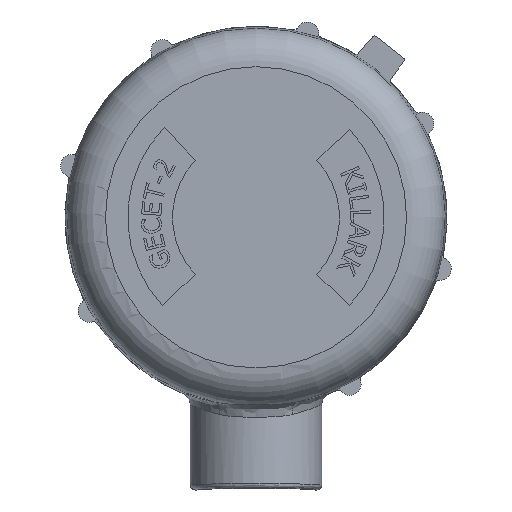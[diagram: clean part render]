
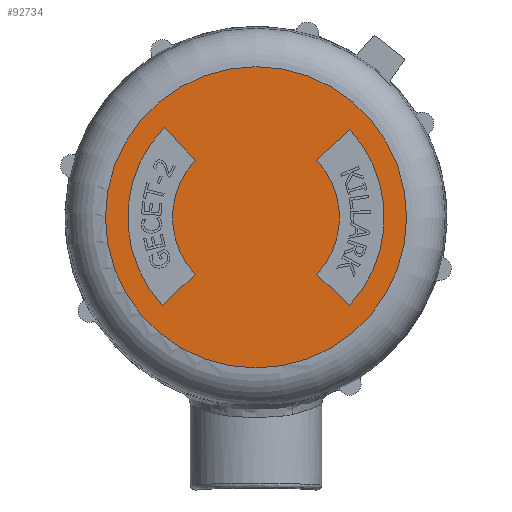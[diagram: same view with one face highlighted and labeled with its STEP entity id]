
A CAD part, front view. The second image highlights one B-rep face of the part: STEP entity #92734.
In plain terms, the highlighted planar face has unit normal (0, -1, 0).
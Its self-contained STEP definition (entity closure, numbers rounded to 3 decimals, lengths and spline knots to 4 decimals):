
#5515=FACE_BOUND('',#13987,.T.);
#5516=FACE_BOUND('',#13988,.T.);
#5949=PLANE('',#97724);
#9046=FACE_OUTER_BOUND('',#13986,.T.);
#13986=EDGE_LOOP('',(#61038));
#13987=EDGE_LOOP('',(#61039,#61040,#61041,#61042));
#13988=EDGE_LOOP('',(#61043,#61044,#61045,#61046));
#19344=LINE('',#117709,#28894);
#19345=LINE('',#117712,#28895);
#19346=LINE('',#117717,#28896);
#19347=LINE('',#117720,#28897);
#28894=VECTOR('',#101149,0.3937);
#28895=VECTOR('',#101152,0.3937);
#28896=VECTOR('',#101155,0.3937);
#28897=VECTOR('',#101158,0.3937);
#38451=CIRCLE('',#97725,1.4669);
#38452=CIRCLE('',#97726,0.8125);
#38453=CIRCLE('',#97727,1.25);
#38454=CIRCLE('',#97728,0.8125);
#38455=CIRCLE('',#97729,1.25);
#38669=VERTEX_POINT('',#117703);
#38670=VERTEX_POINT('',#117705);
#38671=VERTEX_POINT('',#117706);
#38672=VERTEX_POINT('',#117708);
#38673=VERTEX_POINT('',#117710);
#38674=VERTEX_POINT('',#117713);
#38675=VERTEX_POINT('',#117714);
#38676=VERTEX_POINT('',#117716);
#38677=VERTEX_POINT('',#117718);
#47590=EDGE_CURVE('',#38669,#38669,#38451,.T.);
#47591=EDGE_CURVE('',#38670,#38671,#38452,.T.);
#47592=EDGE_CURVE('',#38671,#38672,#19344,.T.);
#47593=EDGE_CURVE('',#38672,#38673,#38453,.T.);
#47594=EDGE_CURVE('',#38673,#38670,#19345,.T.);
#47595=EDGE_CURVE('',#38674,#38675,#38454,.T.);
#47596=EDGE_CURVE('',#38675,#38676,#19346,.T.);
#47597=EDGE_CURVE('',#38676,#38677,#38455,.T.);
#47598=EDGE_CURVE('',#38677,#38674,#19347,.T.);
#61038=ORIENTED_EDGE('',*,*,#47590,.F.);
#61039=ORIENTED_EDGE('',*,*,#47591,.T.);
#61040=ORIENTED_EDGE('',*,*,#47592,.T.);
#61041=ORIENTED_EDGE('',*,*,#47593,.T.);
#61042=ORIENTED_EDGE('',*,*,#47594,.T.);
#61043=ORIENTED_EDGE('',*,*,#47595,.T.);
#61044=ORIENTED_EDGE('',*,*,#47596,.T.);
#61045=ORIENTED_EDGE('',*,*,#47597,.T.);
#61046=ORIENTED_EDGE('',*,*,#47598,.T.);
#92734=ADVANCED_FACE('',(#9046,#5515,#5516),#5949,.T.);
#97724=AXIS2_PLACEMENT_3D('',#117702,#101143,#101144);
#97725=AXIS2_PLACEMENT_3D('',#117704,#101145,#101146);
#97726=AXIS2_PLACEMENT_3D('',#117707,#101147,#101148);
#97727=AXIS2_PLACEMENT_3D('',#117711,#101150,#101151);
#97728=AXIS2_PLACEMENT_3D('',#117715,#101153,#101154);
#97729=AXIS2_PLACEMENT_3D('',#117719,#101156,#101157);
#101143=DIRECTION('center_axis',(0.,-1.,0.));
#101144=DIRECTION('ref_axis',(0.,0.,-1.));
#101145=DIRECTION('center_axis',(0.,1.,0.));
#101146=DIRECTION('ref_axis',(1.,0.,0.));
#101147=DIRECTION('center_axis',(0.,-1.,0.));
#101148=DIRECTION('ref_axis',(-0.729,0.,0.685));
#101149=DIRECTION('',(0.729,0.,0.685));
#101150=DIRECTION('center_axis',(0.,1.,0.));
#101151=DIRECTION('ref_axis',(0.729,0.,-0.685));
#101152=DIRECTION('',(-0.729,0.,0.685));
#101153=DIRECTION('center_axis',(0.,-1.,0.));
#101154=DIRECTION('ref_axis',(0.729,0.,-0.685));
#101155=DIRECTION('',(-0.729,0.,-0.685));
#101156=DIRECTION('center_axis',(0.,1.,0.));
#101157=DIRECTION('ref_axis',(-0.714,0.,0.701));
#101158=DIRECTION('',(0.685,0.,-0.729));
#117702=CARTESIAN_POINT('Origin',(0.1655,0.0464,0.));
#117703=CARTESIAN_POINT('',(-0.7637,0.0464,1.4669));
#117704=CARTESIAN_POINT('Origin',(-0.7637,0.0464,0.));
#117705=CARTESIAN_POINT('',(-0.1717,0.0464,-0.5564));
#117706=CARTESIAN_POINT('',(-0.1717,0.0464,0.5564));
#117707=CARTESIAN_POINT('Origin',(-0.7637,0.0464,0.));
#117708=CARTESIAN_POINT('',(0.1471,0.0464,0.8561));
#117709=CARTESIAN_POINT('',(-0.0616,0.0464,0.6599));
#117710=CARTESIAN_POINT('',(0.1471,0.0464,-0.8561));
#117711=CARTESIAN_POINT('Origin',(-0.7637,0.0464,0.));
#117712=CARTESIAN_POINT('',(-0.221,0.0464,-0.5101));
#117713=CARTESIAN_POINT('',(-1.3558,0.0464,0.5564));
#117714=CARTESIAN_POINT('',(-1.3558,0.0464,-0.5564));
#117715=CARTESIAN_POINT('Origin',(-0.7637,0.0464,0.));
#117716=CARTESIAN_POINT('',(-1.6746,0.0464,-0.8561));
#117717=CARTESIAN_POINT('',(-0.9725,0.0464,-0.1962));
#117718=CARTESIAN_POINT('',(-1.6558,0.0464,0.8756));
#117719=CARTESIAN_POINT('Origin',(-0.7637,0.0464,0.));
#117720=CARTESIAN_POINT('',(-0.8602,0.0464,0.0291));
